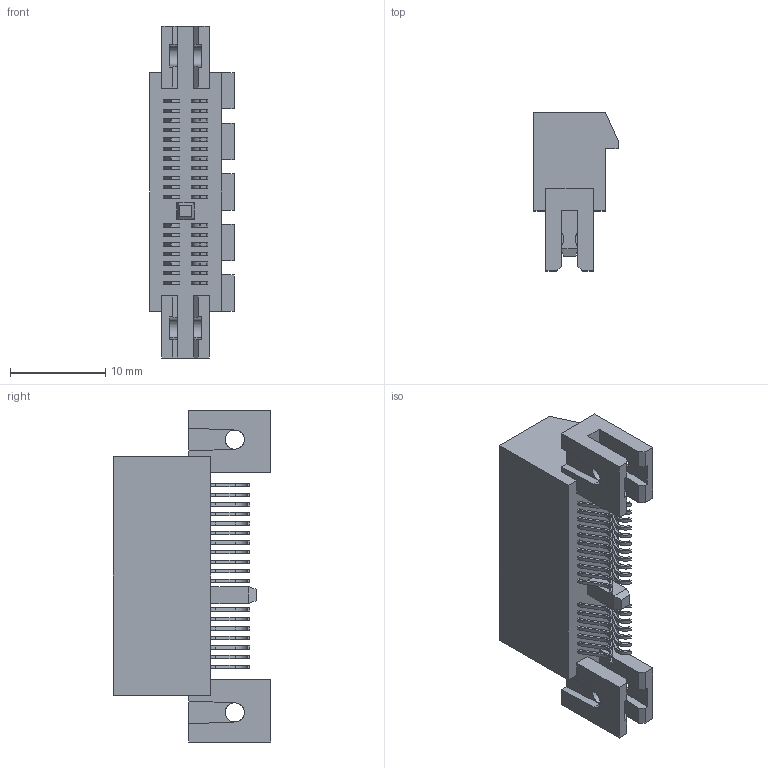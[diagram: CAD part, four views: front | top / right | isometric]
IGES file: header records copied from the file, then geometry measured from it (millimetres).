
Start section: SolidWorks IGES file using analytic representation for surfaces
Global section: file name: KPCIEX-SM3-36BK_rA5.IGS; native system: SolidWorks 2014; preprocessor: SolidWorks 2014; author: Ckelleher; date: 160721.140836; units: millimetre
Bounding box: 8.85 x 16.55 x 34.8 mm (x, y, z)
Surface area: 2289.3 mm2 (no closed solid volume)
Topology: 0 solids, 0 shells, 501 faces, 3904 edges, 3904 vertices
Faces by surface type: bspline 313, revolution 188
